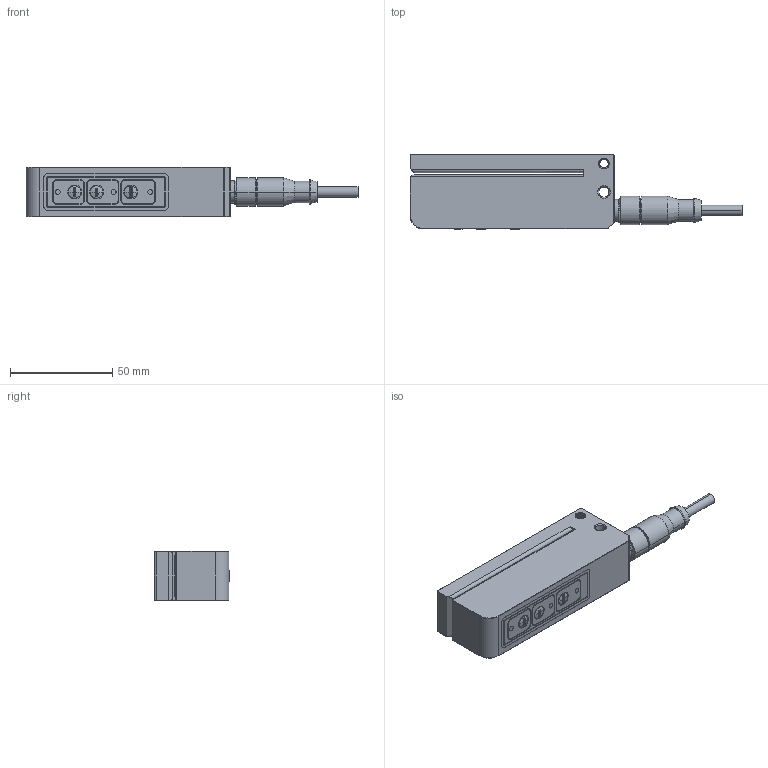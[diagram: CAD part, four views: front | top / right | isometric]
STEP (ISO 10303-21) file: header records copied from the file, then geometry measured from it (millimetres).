
FILE_DESCRIPTION((''),'2;1');
FILE_NAME('PUD-200-ZUJIAN_ASM','2021-06-10T08:46:47',('Administrator'),(''),'CREO PARAMETRIC BY PTC INC, 2018400','CREO PARAMETRIC BY PTC INC, 2018400','');
FILE_SCHEMA(('CONFIG_CONTROL_DESIGN'));
Products named in the file (3): PUD-200NP; XIAN-PUD200; PUD-200-ZUJIAN_ASM
Assembly tree (2 placements, depth 2):
  PUD-200-ZUJIAN_ASM
    PUD-200NP
    XIAN-PUD200
Bounding box: 162.6 x 37 x 24 mm (x, y, z)
Volume: 89658.3 mm3; surface area: 21922.9 mm2
Topology: 2 solids, 2 shells, 1863 faces, 5017 edges, 3314 vertices
Faces by surface type: plane 793, extrusion 792, cylinder 182, sphere 42, cone 24, bspline 18, torus 12
Entity records: 65751 total; most frequent: CARTESIAN_POINT 21904, ORIENTED_EDGE 10006, DIRECTION 6745, EDGE_CURVE 5003, VECTOR 3463, VERTEX_POINT 3314, LINE 2671, B_SPLINE_CURVE_WITH_KNOTS 2541
